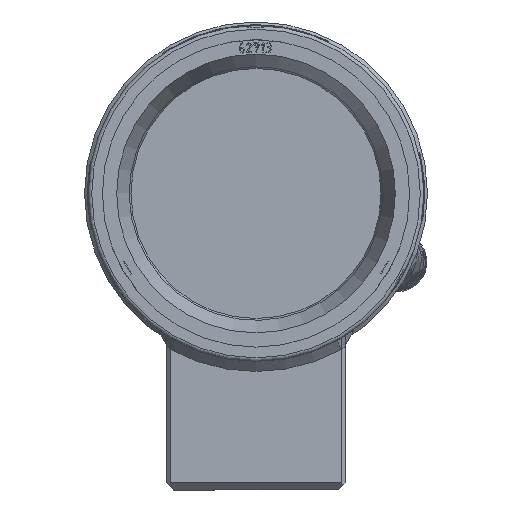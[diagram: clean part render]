
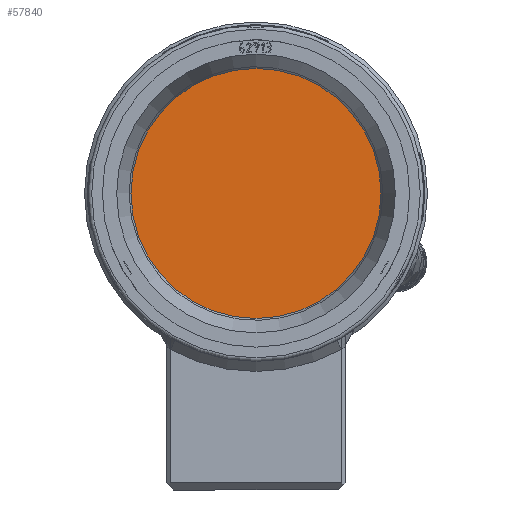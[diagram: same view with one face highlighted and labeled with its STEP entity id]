
A CAD part, left-side view. The second image highlights one B-rep face of the part: STEP entity #57840.
In plain terms, the highlighted planar face has unit normal (-1, 0, 0).
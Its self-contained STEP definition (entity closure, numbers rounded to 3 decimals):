
#5343=PLANE('',#62641);
#6507=CIRCLE('',#62642,19.5);
#9566=FACE_OUTER_BOUND('',#13227,.T.);
#13227=EDGE_LOOP('',(#39742));
#24535=VERTEX_POINT('',#86921);
#30286=EDGE_CURVE('',#24535,#24535,#6507,.T.);
#39742=ORIENTED_EDGE('',*,*,#30286,.F.);
#57840=ADVANCED_FACE('',(#9566),#5343,.T.);
#62641=AXIS2_PLACEMENT_3D('',#86920,#68982,#68983);
#62642=AXIS2_PLACEMENT_3D('',#86922,#68984,#68985);
#68982=DIRECTION('center_axis',(-1.,0.,0.));
#68983=DIRECTION('ref_axis',(0.,0.,1.));
#68984=DIRECTION('center_axis',(1.,0.,0.));
#68985=DIRECTION('ref_axis',(0.,0.,-1.));
#86920=CARTESIAN_POINT('Origin',(0.,19.5,0.));
#86921=CARTESIAN_POINT('',(0.,-19.5,0.));
#86922=CARTESIAN_POINT('Origin',(0.,0.,0.));
